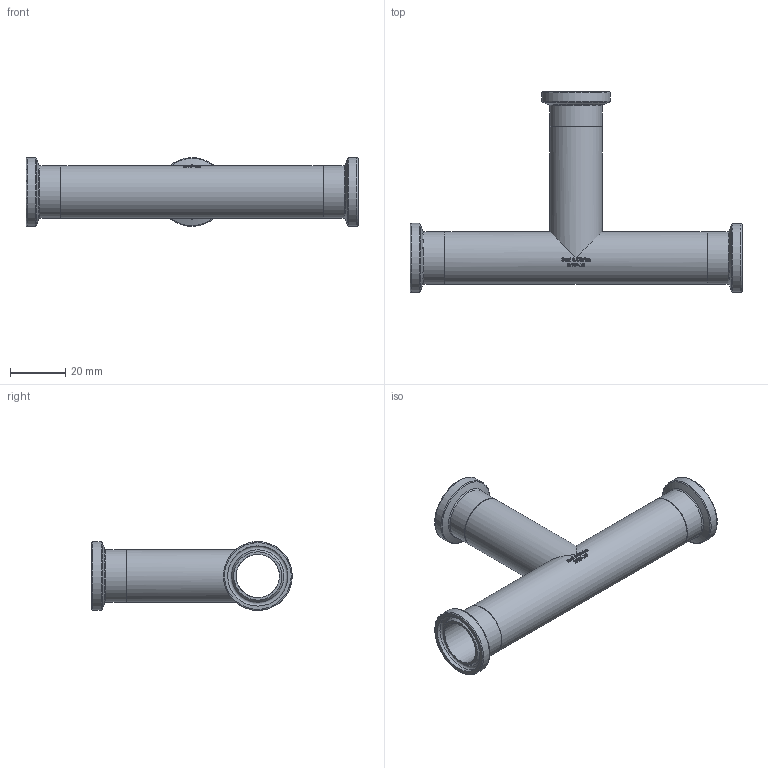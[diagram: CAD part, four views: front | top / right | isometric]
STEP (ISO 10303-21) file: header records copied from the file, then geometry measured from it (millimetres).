
FILE_DESCRIPTION(/* description */ (''),/* implementation_level */ '2;1');
FILE_NAME(/* name */ 'S7MP-.75.stp',/* time_stamp */ '2018-11-29T09:09:57-05:00',/* author */ ('ken'),/* organization */ (''),/* preprocessor_version */ 'ST-DEVELOPER v15.2',/* originating_system */ 'Autodesk Inventor 2014',/* authorisation */ '');
FILE_SCHEMA (('AUTOMOTIVE_DESIGN { 1 0 10303 214 3 1 1 }'));
Length unit declared in the file: inch
Products named in the file (1): S7MP-.75
Bounding box: 120.65 x 72.82 x 24.98 mm (x, y, z)
Volume: 17045.2 mm3; surface area: 20493.4 mm2
Topology: 1 solids, 1 shells, 373 faces, 971 edges, 639 vertices
Faces by surface type: bspline 156, plane 146, cylinder 47, torus 18, cone 6
Full cylindrical faces by diameter (mm): 15.748 x5, 19.05 x5, 21.895 x3, 24.994 x3
Entity records: 14088 total; most frequent: CARTESIAN_POINT 5896, ORIENTED_EDGE 1850, DIRECTION 1244, EDGE_CURVE 925, VERTEX_POINT 635, EDGE_LOOP 458, LINE 418, VECTOR 418
